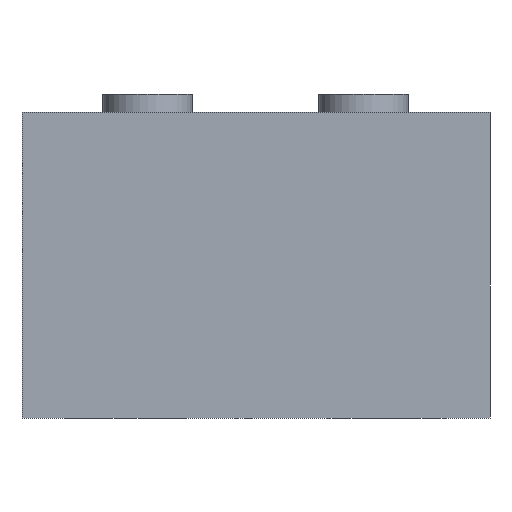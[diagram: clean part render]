
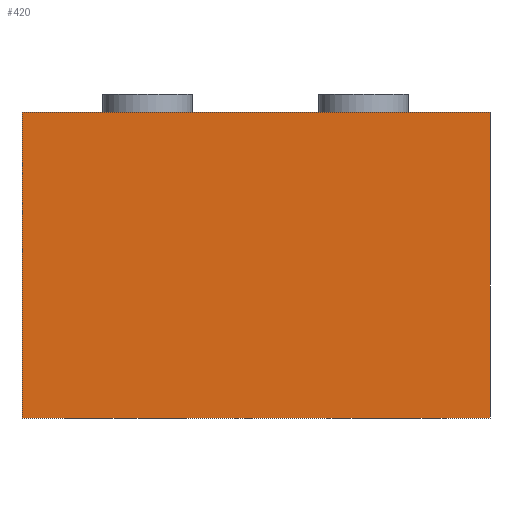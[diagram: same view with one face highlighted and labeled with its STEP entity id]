
A CAD part, front view. The second image highlights one B-rep face of the part: STEP entity #420.
In plain terms, the highlighted planar face has unit normal (0, -1, 0).
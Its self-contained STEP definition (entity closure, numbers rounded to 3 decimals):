
#420 = ADVANCED_FACE( '', ( #950 ), #951, .F. );
#950 = FACE_OUTER_BOUND( '', #1680, .T. );
#951 = PLANE( '', #1681 );
#1680 = EDGE_LOOP( '', ( #2933, #2934, #2935, #2936 ) );
#1681 = AXIS2_PLACEMENT_3D( '', #2937, #2938, #2939 );
#2933 = ORIENTED_EDGE( '', *, *, #4094, .T. );
#2934 = ORIENTED_EDGE( '', *, *, #3972, .F. );
#2935 = ORIENTED_EDGE( '', *, *, #4095, .F. );
#2936 = ORIENTED_EDGE( '', *, *, #4096, .T. );
#2937 = CARTESIAN_POINT( '', ( -13., -25.65, 17. ) );
#2938 = DIRECTION( '', ( 0., 1., 0. ) );
#2939 = DIRECTION( '', ( 0., 0., 1. ) );
#3972 = EDGE_CURVE( '', #4779, #4776, #4781, .T. );
#4094 = EDGE_CURVE( '', #4951, #4776, #4952, .T. );
#4095 = EDGE_CURVE( '', #4953, #4779, #4954, .T. );
#4096 = EDGE_CURVE( '', #4953, #4951, #4955, .T. );
#4776 = VERTEX_POINT( '', #5808 );
#4779 = VERTEX_POINT( '', #5813 );
#4781 = LINE( '', #5816, #5817 );
#4951 = VERTEX_POINT( '', #6018 );
#4952 = LINE( '', #6019, #6020 );
#4953 = VERTEX_POINT( '', #6021 );
#4954 = LINE( '', #6022, #6023 );
#4955 = LINE( '', #6024, #6025 );
#5808 = CARTESIAN_POINT( '', ( 13., -25.65, 0. ) );
#5813 = CARTESIAN_POINT( '', ( 13., -25.65, 17. ) );
#5816 = CARTESIAN_POINT( '', ( 13., -25.65, 17. ) );
#5817 = VECTOR( '', #6829, 1000. );
#6018 = CARTESIAN_POINT( '', ( -13., -25.65, 0. ) );
#6019 = CARTESIAN_POINT( '', ( -13., -25.65, 0. ) );
#6020 = VECTOR( '', #7026, 1000. );
#6021 = CARTESIAN_POINT( '', ( -13., -25.65, 17. ) );
#6022 = CARTESIAN_POINT( '', ( -13., -25.65, 17. ) );
#6023 = VECTOR( '', #7027, 1000. );
#6024 = CARTESIAN_POINT( '', ( -13., -25.65, 17. ) );
#6025 = VECTOR( '', #7028, 1000. );
#6829 = DIRECTION( '', ( 0., 0., -1. ) );
#7026 = DIRECTION( '', ( 1., 0., 0. ) );
#7027 = DIRECTION( '', ( 1., 0., 0. ) );
#7028 = DIRECTION( '', ( 0., 0., -1. ) );
